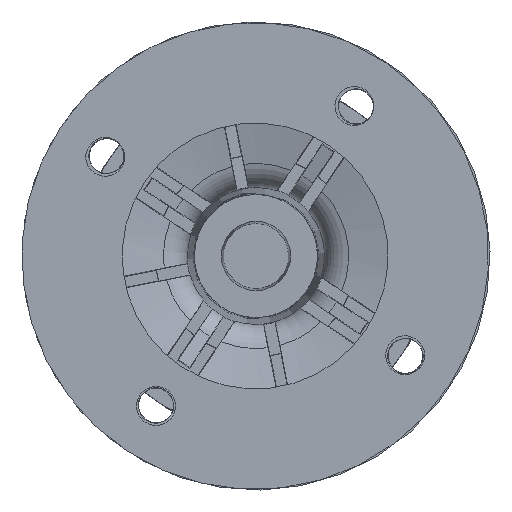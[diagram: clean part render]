
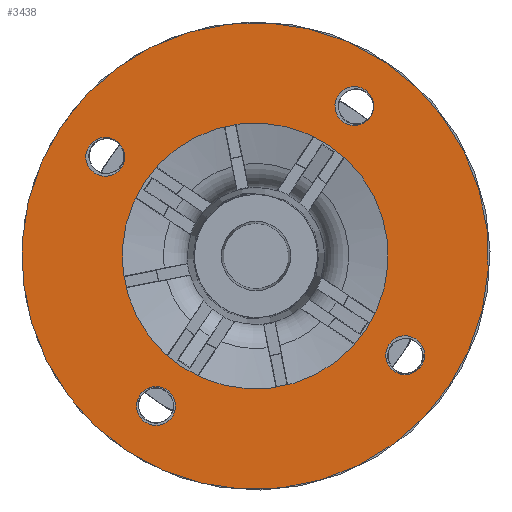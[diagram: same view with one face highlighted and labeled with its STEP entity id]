
A CAD part, front view. The second image highlights one B-rep face of the part: STEP entity #3438.
In plain terms, the highlighted planar face has unit normal (0, -1, 0).
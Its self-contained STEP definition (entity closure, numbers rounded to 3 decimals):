
#3263=CARTESIAN_POINT('',(-23.95,0.0,0.0));
#3264=VERTEX_POINT('',#3263);
#3265=CARTESIAN_POINT('',(-26.85,0.0,0.0));
#3266=DIRECTION('',(0.0,-1.0,0.0));
#3267=DIRECTION('',(1.0,0.0,0.0));
#3268=AXIS2_PLACEMENT_3D('',#3265,#3266,#3267);
#3269=CIRCLE('',#3268,2.9);
#3270=EDGE_CURVE('',#3264,#3264,#3269,.T.);
#3291=CARTESIAN_POINT('',(34.85,0.0,0.0));
#3292=VERTEX_POINT('',#3291);
#3293=CARTESIAN_POINT('',(0.0,0.0,0.0));
#3294=DIRECTION('',(0.0,1.0,0.0));
#3295=DIRECTION('',(1.0,0.0,0.0));
#3296=AXIS2_PLACEMENT_3D('',#3293,#3294,#3295);
#3297=CIRCLE('',#3296,34.85);
#3298=EDGE_CURVE('',#3292,#3292,#3297,.T.);
#3367=CARTESIAN_POINT('',(2.9,0.0,26.85));
#3368=VERTEX_POINT('',#3367);
#3369=CARTESIAN_POINT('',(0.,0.0,26.85));
#3370=DIRECTION('',(0.0,-1.0,0.0));
#3371=DIRECTION('',(1.0,0.0,0.0));
#3372=AXIS2_PLACEMENT_3D('',#3369,#3370,#3371);
#3373=CIRCLE('',#3372,2.9);
#3374=EDGE_CURVE('',#3368,#3368,#3373,.T.);
#3387=CARTESIAN_POINT('',(29.75,0.0,0.0));
#3388=VERTEX_POINT('',#3387);
#3389=CARTESIAN_POINT('',(26.85,0.0,0.0));
#3390=DIRECTION('',(0.0,1.0,0.0));
#3391=DIRECTION('',(1.0,0.0,0.0));
#3392=AXIS2_PLACEMENT_3D('',#3389,#3390,#3391);
#3393=CIRCLE('',#3392,2.9);
#3394=EDGE_CURVE('',#3388,#3388,#3393,.T.);
#3399=CARTESIAN_POINT('',(0.0,0.0,0.0));
#3400=DIRECTION('',(0.0,1.0,0.0));
#3401=DIRECTION('',(0.0,0.0,1.0));
#3402=AXIS2_PLACEMENT_3D('',#3399,#3400,#3401);
#3403=PLANE('',#3402);
#3404=ORIENTED_EDGE('',*,*,#3298,.F.);
#3405=EDGE_LOOP('',(#3404));
#3406=FACE_OUTER_BOUND('',#3405,.T.);
#3407=ORIENTED_EDGE('',*,*,#3374,.F.);
#3408=EDGE_LOOP('',(#3407));
#3409=FACE_BOUND('',#3408,.T.);
#3410=ORIENTED_EDGE('',*,*,#3394,.T.);
#3411=EDGE_LOOP('',(#3410));
#3412=FACE_BOUND('',#3411,.T.);
#3413=CARTESIAN_POINT('',(19.85,0.0,0.0));
#3414=VERTEX_POINT('',#3413);
#3415=CARTESIAN_POINT('',(0.0,0.0,0.0));
#3416=DIRECTION('',(0.0,1.0,0.0));
#3417=DIRECTION('',(1.0,0.0,0.0));
#3418=AXIS2_PLACEMENT_3D('',#3415,#3416,#3417);
#3419=CIRCLE('',#3418,19.85);
#3420=EDGE_CURVE('',#3414,#3414,#3419,.T.);
#3421=ORIENTED_EDGE('',*,*,#3420,.T.);
#3422=EDGE_LOOP('',(#3421));
#3423=FACE_BOUND('',#3422,.T.);
#3424=ORIENTED_EDGE('',*,*,#3270,.F.);
#3425=EDGE_LOOP('',(#3424));
#3426=FACE_BOUND('',#3425,.T.);
#3427=CARTESIAN_POINT('',(2.9,0.0,-26.85));
#3428=VERTEX_POINT('',#3427);
#3429=CARTESIAN_POINT('',(0.,0.0,-26.85));
#3430=DIRECTION('',(0.0,-1.0,0.0));
#3431=DIRECTION('',(1.0,0.0,0.0));
#3432=AXIS2_PLACEMENT_3D('',#3429,#3430,#3431);
#3433=CIRCLE('',#3432,2.9);
#3434=EDGE_CURVE('',#3428,#3428,#3433,.T.);
#3435=ORIENTED_EDGE('',*,*,#3434,.F.);
#3436=EDGE_LOOP('',(#3435));
#3437=FACE_BOUND('',#3436,.T.);
#3438=ADVANCED_FACE('',(#3406,#3409,#3412,#3423,#3426,#3437),#3403,.F.);
